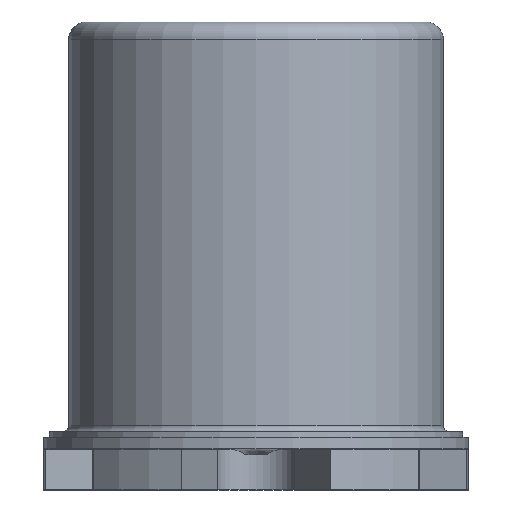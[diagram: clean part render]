
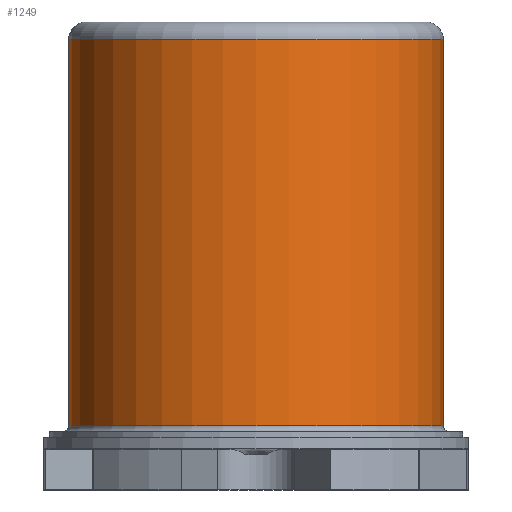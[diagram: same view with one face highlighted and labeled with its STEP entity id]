
A CAD part, left-side view. The second image highlights one B-rep face of the part: STEP entity #1249.
In plain terms, the highlighted cylindrical face has radius 4.089 mm (diameter 8.179 mm), a partial arc.
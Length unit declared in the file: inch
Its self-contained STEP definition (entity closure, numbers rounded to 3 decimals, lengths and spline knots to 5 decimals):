
#885=CYLINDRICAL_SURFACE('',#5197,0.161);
#1009=FACE_OUTER_BOUND('',#1790,.T.);
#1249=ADVANCED_FACE('',(#1009),#885,.T.);
#1790=EDGE_LOOP('',(#3143,#3144,#3145,#3146));
#2029=LINE('',#7843,#2363);
#2031=LINE('',#7849,#2365);
#2363=VECTOR('',#6072,1.);
#2365=VECTOR('',#6080,1.);
#3143=ORIENTED_EDGE('',*,*,#4399,.T.);
#3144=ORIENTED_EDGE('',*,*,#4404,.T.);
#3145=ORIENTED_EDGE('',*,*,#4402,.F.);
#3146=ORIENTED_EDGE('',*,*,#4391,.T.);
#3919=VERTEX_POINT('',#7824);
#3920=VERTEX_POINT('',#7826);
#3924=VERTEX_POINT('',#7842);
#3926=VERTEX_POINT('',#7850);
#4391=EDGE_CURVE('',#3919,#3920,#4831,.T.);
#4399=EDGE_CURVE('',#3920,#3924,#2029,.T.);
#4402=EDGE_CURVE('',#3919,#3926,#2031,.T.);
#4404=EDGE_CURVE('',#3924,#3926,#4836,.T.);
#4831=CIRCLE('',#5184,0.161);
#4836=CIRCLE('',#5196,0.161);
#5184=AXIS2_PLACEMENT_3D('',#7827,#6052,#6053);
#5196=AXIS2_PLACEMENT_3D('',#7853,#6084,#6085);
#5197=AXIS2_PLACEMENT_3D('',#7854,#6086,#6087);
#6052=DIRECTION('',(0.,0.,-1.));
#6053=DIRECTION('',(1.,0.,0.));
#6072=DIRECTION('',(0.,0.,-1.));
#6080=DIRECTION('',(0.,0.,-1.));
#6084=DIRECTION('',(0.,0.,1.));
#6085=DIRECTION('',(-1.,0.,0.));
#6086=DIRECTION('',(0.,0.,-1.));
#6087=DIRECTION('',(-1.,0.,0.));
#7824=CARTESIAN_POINT('',(-0.2,-0.161,0.342));
#7826=CARTESIAN_POINT('',(-0.2,0.161,0.342));
#7827=CARTESIAN_POINT('',(-0.2,0.,0.342));
#7842=CARTESIAN_POINT('',(-0.2,0.161,0.01));
#7843=CARTESIAN_POINT('',(-0.2,0.161,0.357));
#7849=CARTESIAN_POINT('',(-0.2,-0.161,0.357));
#7850=CARTESIAN_POINT('',(-0.2,-0.161,0.01));
#7853=CARTESIAN_POINT('',(-0.2,0.,0.01));
#7854=CARTESIAN_POINT('',(-0.2,0.,0.357));
